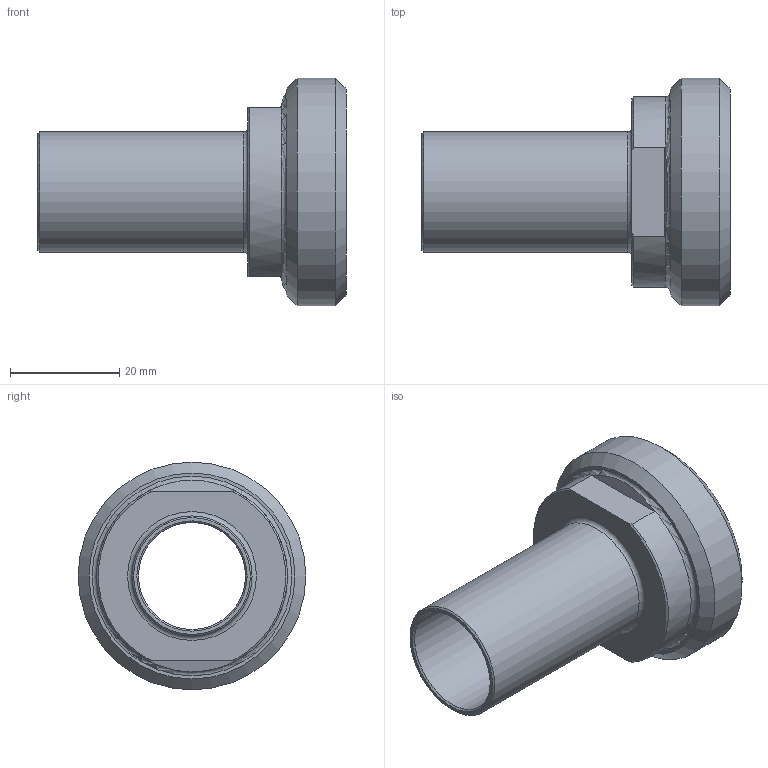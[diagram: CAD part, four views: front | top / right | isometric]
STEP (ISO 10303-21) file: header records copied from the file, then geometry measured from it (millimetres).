
FILE_DESCRIPTION(/* description */ (''),/* implementation_level */ '2;1');
FILE_NAME(/* name */ '3D_R666-PG-22-DN32_17113681.stp',/* time_stamp */ '2021-06-23T14:23:57+02:00',/* author */ ('cad'),/* organization */ (''),/* preprocessor_version */ 'ST-DEVELOPER v18.1',/* originating_system */ 'Autodesk Inventor 2022',/* authorisation */ '');
FILE_SCHEMA (('AUTOMOTIVE_DESIGN { 1 0 10303 214 3 1 1 }'));
Length unit declared in the file: millimetre
Products named in the file (1): 3D_R666-PG-22-DN32_17113681
Bounding box: 56.5 x 41.75 x 41.75 mm (x, y, z)
Volume: 18614.2 mm3; surface area: 10043.4 mm2
Topology: 1 solids, 1 shells, 22 faces, 54 edges, 36 vertices
Faces by surface type: plane 8, cone 7, cylinder 5, torus 2
Full cylindrical faces by diameter (mm): 19.6 x1, 22 x1, 41.75 x1
Entity records: 732 total; most frequent: CARTESIAN_POINT 149, DIRECTION 124, ORIENTED_EDGE 108, EDGE_CURVE 54, AXIS2_PLACEMENT_3D 54, VERTEX_POINT 36, CIRCLE 27, EDGE_LOOP 26
